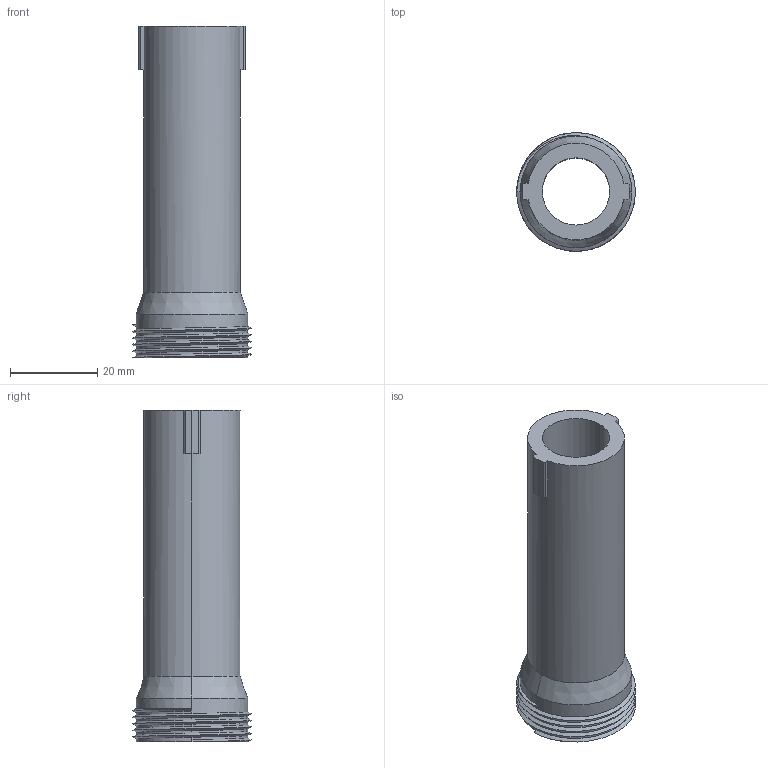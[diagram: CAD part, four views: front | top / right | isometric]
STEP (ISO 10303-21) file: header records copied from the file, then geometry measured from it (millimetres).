
FILE_DESCRIPTION (( 'STEP AP203' ), '1' );
FILE_NAME ('喳僻晴杶2.STEP', '2023-05-07T12:06:19', ( '' ), ( '' ), 'SwSTEP 2.0', 'SolidWorks 2018', '' );
FILE_SCHEMA (( 'CONFIG_CONTROL_DESIGN' ));
Length unit declared in the file: millimetre
Products named in the file (1): 喳僻晴杶2
Bounding box: 27.2 x 27.2 x 76 mm (x, y, z)
Volume: 15692.2 mm3; surface area: 10188.7 mm2
Topology: 1 solids, 1 shells, 43 faces, 110 edges, 69 vertices
Faces by surface type: plane 19, cylinder 18, cone 4, bspline 2
Entity records: 1898 total; most frequent: CARTESIAN_POINT 834, ORIENTED_EDGE 220, DIRECTION 192, EDGE_CURVE 110, VERTEX_POINT 69, LINE 66, VECTOR 66, AXIS2_PLACEMENT_3D 63
